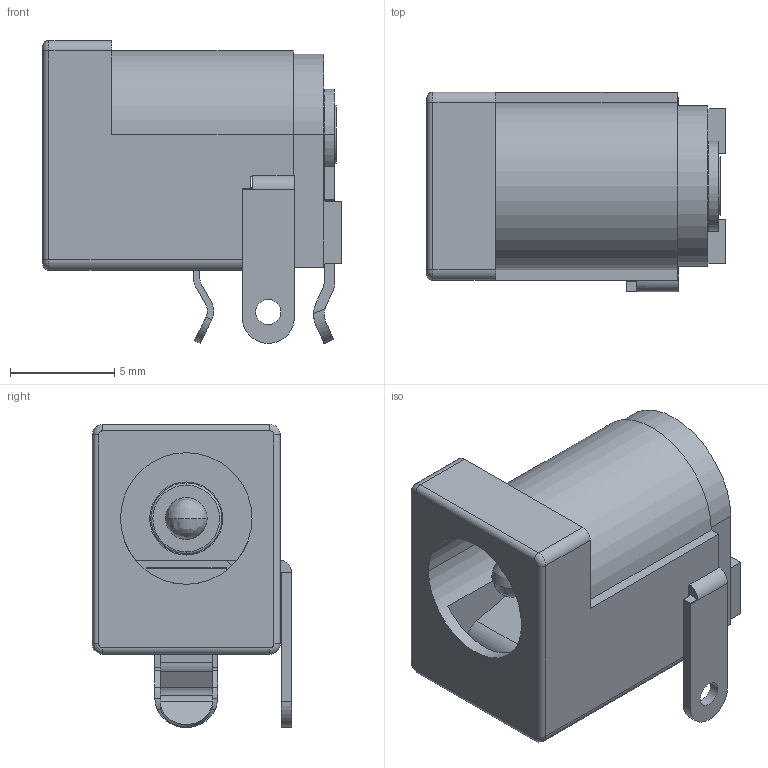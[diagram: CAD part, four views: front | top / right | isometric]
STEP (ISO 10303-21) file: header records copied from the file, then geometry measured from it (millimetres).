
FILE_DESCRIPTION(('FreeCAD Model'),'2;1');
FILE_NAME('BARREL_JACK.step', '2018-04-11T16:20:18',(''),(''),'Open CASCADE STEP processor 6.8', 'FreeCAD','Unknown');
FILE_SCHEMA(('AUTOMOTIVE_DESIGN_CC2 { 1 2 10303 214 -1 1 5 4 }'));
Length unit declared in the file: millimetre
Products named in the file (2): ASSEMBLY; Fusion
Assembly tree (1 placements, depth 2):
  ASSEMBLY
    Fusion
Bounding box: 14.3 x 9.55 x 14.51 mm (x, y, z)
Volume: 743.1 mm3; surface area: 1508.8 mm2
Topology: 1 solids, 3 shells, 235 faces, 628 edges, 397 vertices
Faces by surface type: plane 127, cylinder 80, bspline 14, torus 8, revolution 4, cone 2
Entity records: 9941 total; most frequent: CARTESIAN_POINT 2415, ORIENTED_EDGE 1244, DIRECTION 1186, EDGE_CURVE 622, LINE 412, VECTOR 412, VERTEX_POINT 397, AXIS2_PLACEMENT_3D 385
